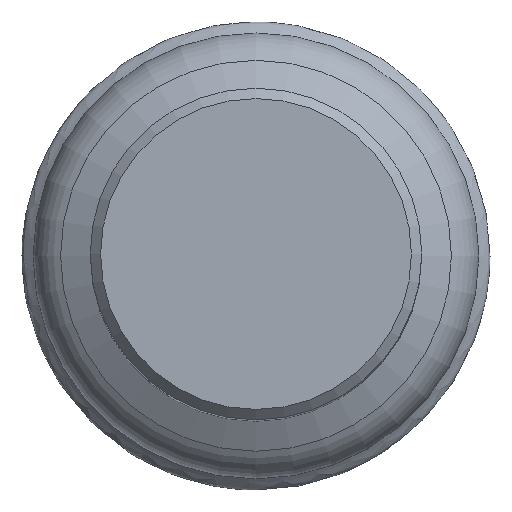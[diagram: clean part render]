
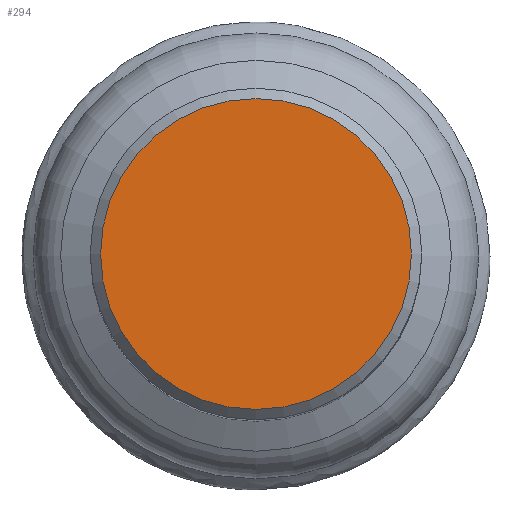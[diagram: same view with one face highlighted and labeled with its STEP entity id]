
A CAD part, top view. The second image highlights one B-rep face of the part: STEP entity #294.
In plain terms, the highlighted planar face has unit normal (0, 0, 1).
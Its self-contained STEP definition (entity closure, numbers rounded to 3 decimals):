
#109=PLANE('',#504);
#111=FACE_OUTER_BOUND('',#157,.T.);
#157=EDGE_LOOP('',(#205));
#205=ORIENTED_EDGE('',*,*,#231,.T.);
#231=EDGE_CURVE('',#369,#369,#255,.T.);
#255=CIRCLE('',#503,14.99);
#294=ADVANCED_FACE('',(#111),#109,.T.);
#369=VERTEX_POINT('',#5922);
#503=AXIS2_PLACEMENT_3D('',#5921,#618,#619);
#504=AXIS2_PLACEMENT_3D('',#5923,#620,#621);
#618=DIRECTION('',(0.,0.,1.));
#619=DIRECTION('',(1.,0.,0.));
#620=DIRECTION('',(0.,0.,1.));
#621=DIRECTION('',(1.,0.,0.));
#5921=CARTESIAN_POINT('',(0.,0.,0.));
#5922=CARTESIAN_POINT('',(14.99,0.,0.));
#5923=CARTESIAN_POINT('',(0.,0.,0.));
